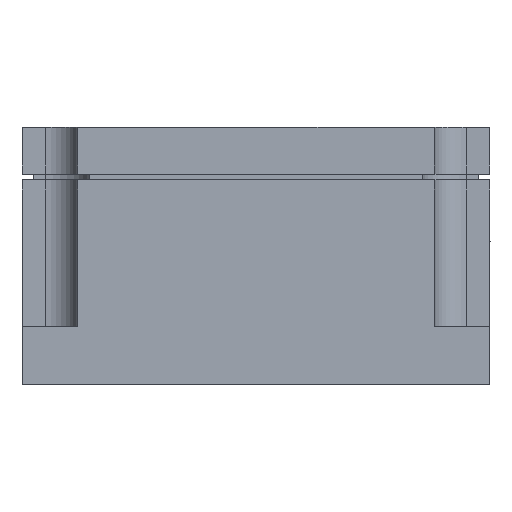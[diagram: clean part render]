
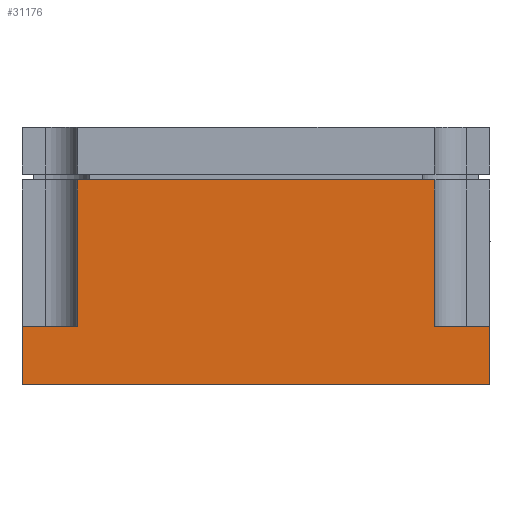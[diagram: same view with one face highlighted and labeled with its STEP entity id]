
A CAD part, left-side view. The second image highlights one B-rep face of the part: STEP entity #31176.
In plain terms, the highlighted planar face has unit normal (-1, 0, 0).
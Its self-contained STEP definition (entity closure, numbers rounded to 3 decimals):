
#19 = DIRECTION ( 'NONE',  ( 0., 1., 0. ) ) ;
#347 = EDGE_CURVE ( 'NONE', #31297, #5224, #25315, .T. ) ;
#583 = LINE ( 'NONE', #16581, #7933 ) ;
#977 = CARTESIAN_POINT ( 'NONE',  ( 0., -4.75, 17.5 ) ) ;
#4270 = DIRECTION ( 'NONE',  ( 0., -1., 0. ) ) ;
#5224 = VERTEX_POINT ( 'NONE', #977 ) ;
#7265 = DIRECTION ( 'NONE',  ( 0., -1., 0. ) ) ;
#7505 = CARTESIAN_POINT ( 'NONE',  ( 0., -4.75, 17.5 ) ) ;
#7933 = VECTOR ( 'NONE', #19764, 1000. ) ;
#9416 = VERTEX_POINT ( 'NONE', #11943 ) ;
#9502 = VECTOR ( 'NONE', #13822, 1000. ) ;
#9770 = ORIENTED_EDGE ( 'NONE', *, *, #35135, .T. ) ;
#11023 = ORIENTED_EDGE ( 'NONE', *, *, #347, .F. ) ;
#11637 = CARTESIAN_POINT ( 'NONE',  ( 0., -40., 22. ) ) ;
#11846 = FACE_OUTER_BOUND ( 'NONE', #14691, .T. ) ;
#11943 = CARTESIAN_POINT ( 'NONE',  ( 0., -35.25, 5. ) ) ;
#12109 = PLANE ( 'NONE',  #16664 ) ;
#13610 = VECTOR ( 'NONE', #38979, 1000. ) ;
#13822 = DIRECTION ( 'NONE',  ( 0., 0., 1. ) ) ;
#14326 = EDGE_CURVE ( 'NONE', #5224, #21584, #28932, .T. ) ;
#14691 = EDGE_LOOP ( 'NONE', ( #17189, #11023, #19697, #30386, #9770, #30805, #18355, #19583 ) ) ;
#14861 = CARTESIAN_POINT ( 'NONE',  ( 0., 0., 5. ) ) ;
#14890 = CARTESIAN_POINT ( 'NONE',  ( 0., 0., 0. ) ) ;
#15091 = VECTOR ( 'NONE', #36177, 1000. ) ;
#15146 = VECTOR ( 'NONE', #34390, 1000. ) ;
#15612 = CARTESIAN_POINT ( 'NONE',  ( 0., 0., 22. ) ) ;
#15693 = VECTOR ( 'NONE', #7265, 1000. ) ;
#15998 = CARTESIAN_POINT ( 'NONE',  ( 0., -4.75, 5. ) ) ;
#16304 = VERTEX_POINT ( 'NONE', #14861 ) ;
#16581 = CARTESIAN_POINT ( 'NONE',  ( 0., -35.25, 22. ) ) ;
#16664 = AXIS2_PLACEMENT_3D ( 'NONE', #31174, #28270, #19 ) ;
#17137 = VERTEX_POINT ( 'NONE', #29259 ) ;
#17189 = ORIENTED_EDGE ( 'NONE', *, *, #14326, .F. ) ;
#18097 = LINE ( 'NONE', #19998, #37337 ) ;
#18355 = ORIENTED_EDGE ( 'NONE', *, *, #34046, .F. ) ;
#18382 = LINE ( 'NONE', #11637, #25272 ) ;
#18573 = EDGE_CURVE ( 'NONE', #32248, #16304, #23561, .T. ) ;
#18951 = CARTESIAN_POINT ( 'NONE',  ( 0., 0., 5. ) ) ;
#19583 = ORIENTED_EDGE ( 'NONE', *, *, #24432, .F. ) ;
#19697 = ORIENTED_EDGE ( 'NONE', *, *, #39723, .F. ) ;
#19764 = DIRECTION ( 'NONE',  ( 0., 0., -1. ) ) ;
#19998 = CARTESIAN_POINT ( 'NONE',  ( 0., 0., 0. ) ) ;
#20895 = VERTEX_POINT ( 'NONE', #31970 ) ;
#21584 = VERTEX_POINT ( 'NONE', #25678 ) ;
#23561 = LINE ( 'NONE', #15612, #15146 ) ;
#24432 = EDGE_CURVE ( 'NONE', #21584, #9416, #583, .T. ) ;
#25272 = VECTOR ( 'NONE', #30022, 1000. ) ;
#25315 = LINE ( 'NONE', #32733, #9502 ) ;
#25678 = CARTESIAN_POINT ( 'NONE',  ( 0., -35.25, 17.5 ) ) ;
#28270 = DIRECTION ( 'NONE',  ( 1., 0., 0. ) ) ;
#28930 = LINE ( 'NONE', #18951, #15091 ) ;
#28932 = LINE ( 'NONE', #7505, #13610 ) ;
#29259 = CARTESIAN_POINT ( 'NONE',  ( 0., -40., 0. ) ) ;
#30022 = DIRECTION ( 'NONE',  ( 0., 0., -1. ) ) ;
#30044 = EDGE_CURVE ( 'NONE', #20895, #17137, #18382, .T. ) ;
#30386 = ORIENTED_EDGE ( 'NONE', *, *, #18573, .F. ) ;
#30805 = ORIENTED_EDGE ( 'NONE', *, *, #30044, .F. ) ;
#31174 = CARTESIAN_POINT ( 'NONE',  ( 0., 0., 22. ) ) ;
#31176 = ADVANCED_FACE ( 'NONE', ( #11846 ), #12109, .F. ) ;
#31297 = VERTEX_POINT ( 'NONE', #15998 ) ;
#31970 = CARTESIAN_POINT ( 'NONE',  ( 0., -40., 5. ) ) ;
#32239 = CARTESIAN_POINT ( 'NONE',  ( 0., 0., 5. ) ) ;
#32248 = VERTEX_POINT ( 'NONE', #14890 ) ;
#32733 = CARTESIAN_POINT ( 'NONE',  ( 0., -4.75, 22. ) ) ;
#34046 = EDGE_CURVE ( 'NONE', #9416, #20895, #35926, .T. ) ;
#34390 = DIRECTION ( 'NONE',  ( 0., 0., 1. ) ) ;
#35135 = EDGE_CURVE ( 'NONE', #32248, #17137, #18097, .T. ) ;
#35926 = LINE ( 'NONE', #32239, #15693 ) ;
#36177 = DIRECTION ( 'NONE',  ( 0., -1., 0. ) ) ;
#37337 = VECTOR ( 'NONE', #4270, 1000. ) ;
#38979 = DIRECTION ( 'NONE',  ( 0., -1., 0. ) ) ;
#39723 = EDGE_CURVE ( 'NONE', #16304, #31297, #28930, .T. ) ;
